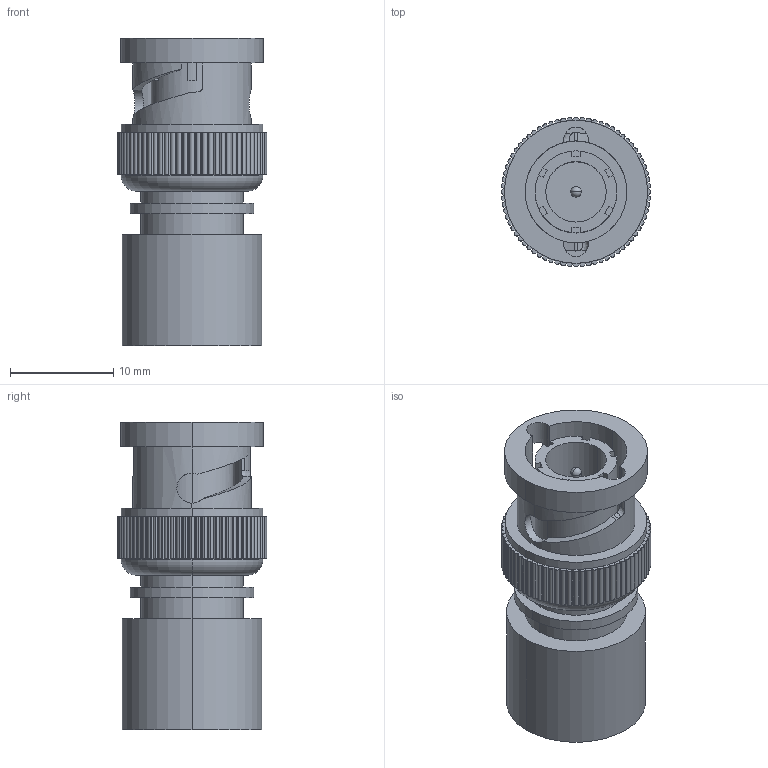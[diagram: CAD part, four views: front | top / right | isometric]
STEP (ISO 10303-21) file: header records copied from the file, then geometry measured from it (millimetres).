
FILE_DESCRIPTION (( 'STEP AP203' ), '1' );
FILE_NAME ('BTB9MD.STEP', '2006-06-30T19:42:01', ( ' ' ), ( ' ' ), 'SwSTEP 2.0', 'SolidWorks 2005354', '' );
FILE_SCHEMA (( 'CONFIG_CONTROL_DESIGN' ));
Length unit declared in the file: inch
Products named in the file (1): BTB9MD
Bounding box: 14.48 x 14.48 x 29.72 mm (x, y, z)
Volume: 2998.6 mm3; surface area: 2863.3 mm2
Topology: 1 solids, 1 shells, 384 faces, 1107 edges, 735 vertices
Faces by surface type: plane 199, cylinder 139, bspline 42, torus 2, sphere 2
Entity records: 16318 total; most frequent: CARTESIAN_POINT 6253, ORIENTED_EDGE 2206, DIRECTION 1951, EDGE_CURVE 1103, VERTEX_POINT 733, VECTOR 705, LINE 705, AXIS2_PLACEMENT_3D 623
